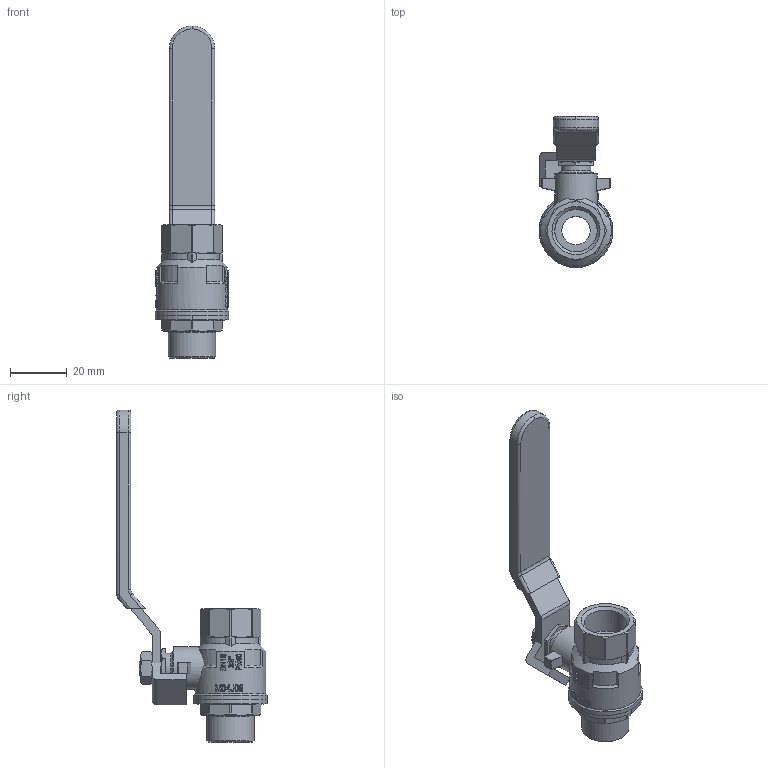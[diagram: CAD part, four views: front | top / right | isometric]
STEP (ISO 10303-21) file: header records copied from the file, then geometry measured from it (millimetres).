
FILE_DESCRIPTION(/* description */ ('Unknown'),/* implementation_level */ '2;1');
FILE_NAME(/* name */ '610-03',/* time_stamp */ '2022-03-16T12:03:10+01:00',/* author */ ('Unknown'),/* organization */ ('Unknown'),/* preprocessor_version */ 'ST-DEVELOPER v16.7',/* originating_system */ 'Solid Edge',/* authorisation */ 'Unknown');
FILE_SCHEMA (('AUTOMOTIVE_DESIGN { 1 0 10303 214 3 1 1 }','AUTOMOTIVE_DESIGN {1 0 10303 214 3 1 1}'));
Products named in the file (11): 2.142.012; Mutter_M6; Stahlgriff 1_4 - 3_4; Stahlgriff-n; Stahlgriff-u; 610-03; 610-03_Einschraubteil; 600-03_Körper; 600-02_Spindel; 600-1_4-Stopfbuchse; 600-1_4-Spindel
Assembly tree (10 placements, depth 4):
  2.142.012
    Mutter_M6
    Stahlgriff 1_4 - 3_4
      Stahlgriff-n
      Stahlgriff-u
    610-03
      610-03_Einschraubteil
      600-03_Körper
      600-02_Spindel
        600-1_4-Stopfbuchse
        600-1_4-Spindel
Bounding box: 26 x 53.1 x 117 mm (x, y, z)
Volume: 18991 mm3; surface area: 19541.1 mm2
Topology: 7 solids, 15 shells, 1374 faces, 3790 edges, 2511 vertices
Faces by surface type: plane 1143, cylinder 145, cone 75, bspline 8, sphere 2, torus 1
Full cylindrical faces by diameter (mm): 5 x1, 6.3 x1, 8 x2, 8.1 x1, 8.3 x1, 9 x1, 10 x3, 10.2 x1, 10.5 x1, 12 x1, 14.95 x1, 15 x1, 16 x1, 16.662 x1, 20.5 x1, 20.51 x1, 22.5 x1, 25 x1, 26 x1
Entity records: 56319 total; most frequent: CARTESIAN_POINT 11185, DIRECTION 8371, ORIENTED_EDGE 7482, EDGE_CURVE 3741, AXIS2_PLACEMENT_3D 3401, VERTEX_POINT 2500, ELLIPSE 1588, LINE 1569
